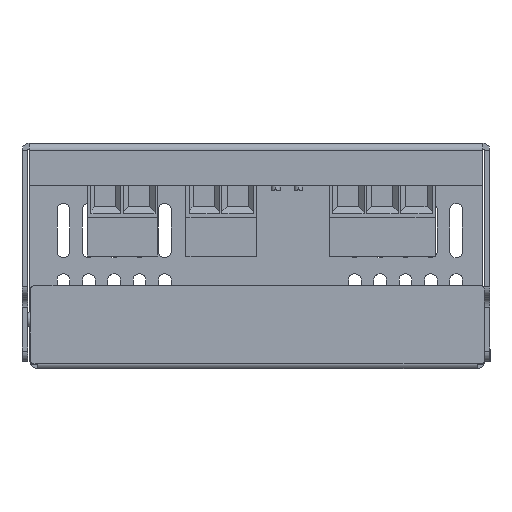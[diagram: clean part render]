
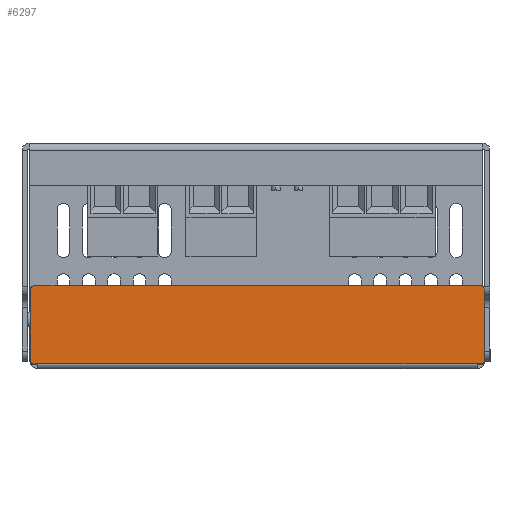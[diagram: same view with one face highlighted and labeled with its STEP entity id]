
A CAD part, left-side view. The second image highlights one B-rep face of the part: STEP entity #6297.
In plain terms, the highlighted face is planar.
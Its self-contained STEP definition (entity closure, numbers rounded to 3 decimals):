
#94 = ORIENTED_EDGE ( 'NONE', *, *, #16489, .T. ) ;
#141 = VERTEX_POINT ( 'NONE', #48737 ) ;
#689 = DIRECTION ( 'NONE',  ( 0., 0., -1. ) ) ;
#1662 = DIRECTION ( 'NONE',  ( 0., 0., -1. ) ) ;
#2485 = EDGE_CURVE ( 'NONE', #20426, #32075, #21218, .T. ) ;
#2744 = CARTESIAN_POINT ( 'NONE',  ( -62.413, -213.43, -1.35 ) ) ;
#2784 = DIRECTION ( 'NONE',  ( 0., 0., -1. ) ) ;
#5399 = FACE_OUTER_BOUND ( 'NONE', #41933, .T. ) ;
#6297 = ADVANCED_FACE ( 'NONE', ( #5399 ), #44373, .T. ) ;
#6877 = ORIENTED_EDGE ( 'NONE', *, *, #2485, .F. ) ;
#7467 = DIRECTION ( 'NONE',  ( -1., 0., 0. ) ) ;
#8594 = VECTOR ( 'NONE', #48125, 1000. ) ;
#8902 = CARTESIAN_POINT ( 'NONE',  ( -62.413, -213.43, -1.35 ) ) ;
#9487 = VERTEX_POINT ( 'NONE', #40738 ) ;
#10021 = VECTOR ( 'NONE', #33925, 1000. ) ;
#10453 = LINE ( 'NONE', #2744, #10021 ) ;
#13086 = VERTEX_POINT ( 'NONE', #21685 ) ;
#13658 = LINE ( 'NONE', #40636, #22667 ) ;
#13870 = EDGE_CURVE ( 'NONE', #44033, #9487, #24106, .T. ) ;
#13940 = CIRCLE ( 'NONE', #44293, 1. ) ;
#14373 = CARTESIAN_POINT ( 'NONE',  ( 63.5, -213.43, -1.35 ) ) ;
#14695 = ORIENTED_EDGE ( 'NONE', *, *, #28854, .T. ) ;
#16017 = EDGE_CURVE ( 'NONE', #20426, #41706, #21250, .T. ) ;
#16316 = AXIS2_PLACEMENT_3D ( 'NONE', #32838, #21347, #1662 ) ;
#16489 = EDGE_CURVE ( 'NONE', #13086, #21196, #30649, .T. ) ;
#16860 = DIRECTION ( 'NONE',  ( 0., -1., 0. ) ) ;
#17341 = CARTESIAN_POINT ( 'NONE',  ( 64.5, -213.43, -22.5 ) ) ;
#17941 = DIRECTION ( 'NONE',  ( -1., 0., 0. ) ) ;
#17984 = DIRECTION ( 'NONE',  ( 0., -1., 0. ) ) ;
#18002 = DIRECTION ( 'NONE',  ( 0., -1., 0. ) ) ;
#18213 = LINE ( 'NONE', #37208, #27790 ) ;
#18234 = ORIENTED_EDGE ( 'NONE', *, *, #13870, .T. ) ;
#18513 = EDGE_CURVE ( 'NONE', #141, #9487, #13658, .T. ) ;
#19119 = ORIENTED_EDGE ( 'NONE', *, *, #39694, .T. ) ;
#19235 = ORIENTED_EDGE ( 'NONE', *, *, #27659, .T. ) ;
#20426 = VERTEX_POINT ( 'NONE', #39833 ) ;
#21196 = VERTEX_POINT ( 'NONE', #14373 ) ;
#21218 = LINE ( 'NONE', #40721, #40414 ) ;
#21250 = CIRCLE ( 'NONE', #24447, 1. ) ;
#21347 = DIRECTION ( 'NONE',  ( 0., -1., 0. ) ) ;
#21685 = CARTESIAN_POINT ( 'NONE',  ( 64.5, -213.43, -2.35 ) ) ;
#22667 = VECTOR ( 'NONE', #36140, 1000. ) ;
#22758 = CARTESIAN_POINT ( 'NONE',  ( 64.5, -213.43, -23.5 ) ) ;
#24106 = CIRCLE ( 'NONE', #32086, 1. ) ;
#24447 = AXIS2_PLACEMENT_3D ( 'NONE', #47387, #16860, #689 ) ;
#24609 = VECTOR ( 'NONE', #45046, 1000. ) ;
#24647 = CARTESIAN_POINT ( 'NONE',  ( 0., -213.43, -1.35 ) ) ;
#26679 = AXIS2_PLACEMENT_3D ( 'NONE', #30476, #26980, #49262 ) ;
#26925 = EDGE_CURVE ( 'NONE', #21196, #47229, #28634, .T. ) ;
#26980 = DIRECTION ( 'NONE',  ( 0., -1., 0. ) ) ;
#27659 = EDGE_CURVE ( 'NONE', #47229, #39383, #10453, .T. ) ;
#27790 = VECTOR ( 'NONE', #7467, 1000. ) ;
#27924 = CARTESIAN_POINT ( 'NONE',  ( -63.5, -213.43, -1.35 ) ) ;
#28448 = EDGE_CURVE ( 'NONE', #13086, #41706, #42000, .T. ) ;
#28634 = LINE ( 'NONE', #24647, #8594 ) ;
#28854 = EDGE_CURVE ( 'NONE', #39383, #44033, #18213, .T. ) ;
#29519 = DIRECTION ( 'NONE',  ( 0., 0., -1. ) ) ;
#30476 = CARTESIAN_POINT ( 'NONE',  ( 63.5, -213.43, -2.35 ) ) ;
#30649 = CIRCLE ( 'NONE', #26679, 1. ) ;
#32075 = VERTEX_POINT ( 'NONE', #32404 ) ;
#32086 = AXIS2_PLACEMENT_3D ( 'NONE', #44801, #18002, #29519 ) ;
#32404 = CARTESIAN_POINT ( 'NONE',  ( -63.5, -213.43, -23.5 ) ) ;
#32838 = CARTESIAN_POINT ( 'NONE',  ( 0., -213.43, 0. ) ) ;
#33925 = DIRECTION ( 'NONE',  ( -1., 0., 0. ) ) ;
#36140 = DIRECTION ( 'NONE',  ( 0., 0., 1. ) ) ;
#37208 = CARTESIAN_POINT ( 'NONE',  ( 0., -213.43, -1.35 ) ) ;
#39383 = VERTEX_POINT ( 'NONE', #8902 ) ;
#39694 = EDGE_CURVE ( 'NONE', #141, #32075, #13940, .T. ) ;
#39833 = CARTESIAN_POINT ( 'NONE',  ( 63.5, -213.43, -23.5 ) ) ;
#40414 = VECTOR ( 'NONE', #17941, 1000. ) ;
#40636 = CARTESIAN_POINT ( 'NONE',  ( -64.5, -213.43, -1.1 ) ) ;
#40721 = CARTESIAN_POINT ( 'NONE',  ( -64.5, -213.43, -23.5 ) ) ;
#40738 = CARTESIAN_POINT ( 'NONE',  ( -64.5, -213.43, -2.35 ) ) ;
#41706 = VERTEX_POINT ( 'NONE', #17341 ) ;
#41807 = ORIENTED_EDGE ( 'NONE', *, *, #16017, .T. ) ;
#41933 = EDGE_LOOP ( 'NONE', ( #14695, #18234, #46703, #19119, #6877, #41807, #48438, #94, #47209, #19235 ) ) ;
#42000 = LINE ( 'NONE', #22758, #24609 ) ;
#44033 = VERTEX_POINT ( 'NONE', #27924 ) ;
#44293 = AXIS2_PLACEMENT_3D ( 'NONE', #48519, #17984, #2784 ) ;
#44373 = PLANE ( 'NONE',  #16316 ) ;
#44801 = CARTESIAN_POINT ( 'NONE',  ( -63.5, -213.43, -2.35 ) ) ;
#45046 = DIRECTION ( 'NONE',  ( 0., 0., -1. ) ) ;
#46703 = ORIENTED_EDGE ( 'NONE', *, *, #18513, .F. ) ;
#47043 = CARTESIAN_POINT ( 'NONE',  ( 62.39, -213.43, -1.35 ) ) ;
#47209 = ORIENTED_EDGE ( 'NONE', *, *, #26925, .T. ) ;
#47229 = VERTEX_POINT ( 'NONE', #47043 ) ;
#47387 = CARTESIAN_POINT ( 'NONE',  ( 63.5, -213.43, -22.5 ) ) ;
#48125 = DIRECTION ( 'NONE',  ( -1., 0., 0. ) ) ;
#48438 = ORIENTED_EDGE ( 'NONE', *, *, #28448, .F. ) ;
#48519 = CARTESIAN_POINT ( 'NONE',  ( -63.5, -213.43, -22.5 ) ) ;
#48737 = CARTESIAN_POINT ( 'NONE',  ( -64.5, -213.43, -22.5 ) ) ;
#49262 = DIRECTION ( 'NONE',  ( 0., 0., -1. ) ) ;
